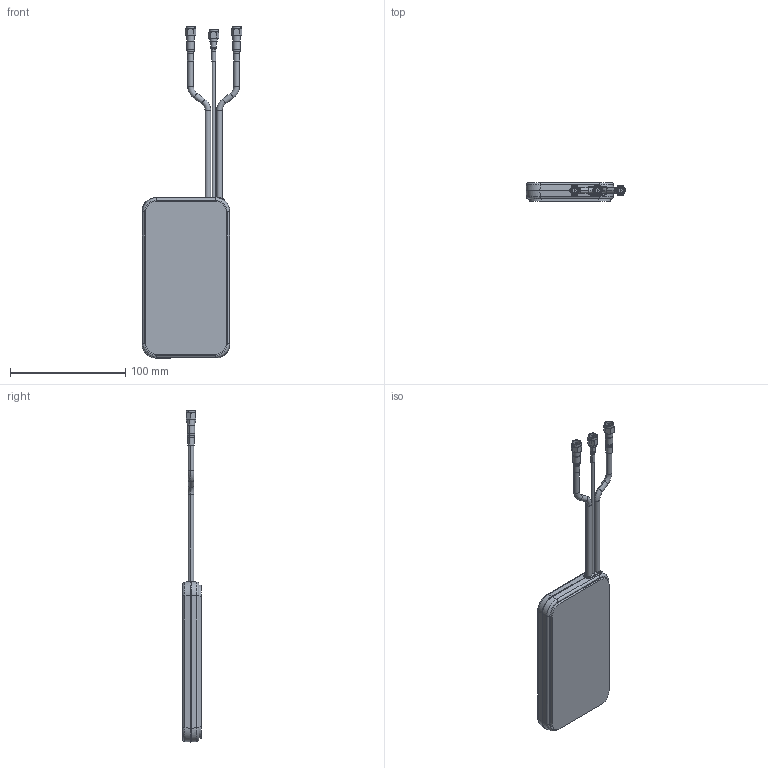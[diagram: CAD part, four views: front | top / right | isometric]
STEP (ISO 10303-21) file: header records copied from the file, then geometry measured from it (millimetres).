
FILE_DESCRIPTION (( 'STEP AP214' ), '1' );
FILE_NAME ('MA250.A.LBI.001_web.STEP', '2020-01-02T03:26:29', ( '' ), ( '' ), 'SwSTEP 2.0', 'SolidWorks 2017', '' );
FILE_SCHEMA (( 'AUTOMOTIVE_DESIGN' ));
Length unit declared in the file: millimetre
Products named in the file (2): MA250.A.LBI.001_web
Bounding box: 86.73 x 16.11 x 288.2 mm (x, y, z)
Surface area: 48300.2 mm2 (no closed solid volume)
Topology: 0 solids, 25 shells, 313 faces, 1123 edges, 842 vertices
Faces by surface type: plane 104, bspline 82, cylinder 77, cone 36, torus 14
Entity records: 20828 total; most frequent: CARTESIAN_POINT 8711, ORIENTED_EDGE 1704, DIRECTION 1520, EDGE_CURVE 1123, VERTEX_POINT 842, LINE 556, VECTOR 556, AXIS2_PLACEMENT_3D 482
